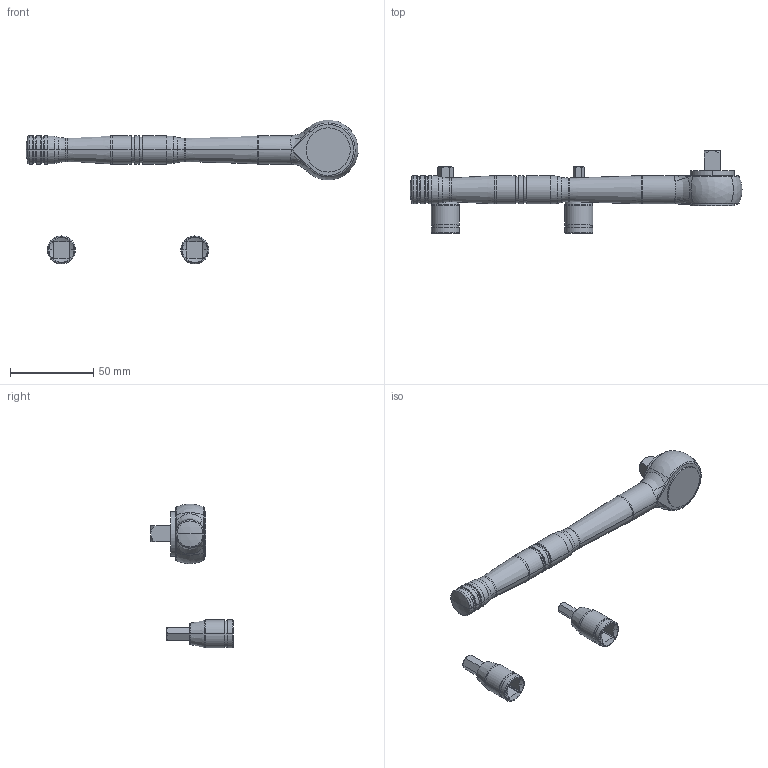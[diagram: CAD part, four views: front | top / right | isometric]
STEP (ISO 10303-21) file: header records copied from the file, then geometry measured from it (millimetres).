
FILE_DESCRIPTION (( 'STEP AP203' ), '1' );
FILE_NAME ('T19100.STEP', '2018-07-03T15:45:29', ( '' ), ( '' ), 'SwSTEP 2.0', 'SolidWorks 2016', '' );
FILE_SCHEMA (( 'CONFIG_CONTROL_DESIGN' ));
Length unit declared in the file: millimetre
Products named in the file (4): T19100-3; T19100-2; T19100; T19100-1
Assembly tree (3 placements, depth 2):
  T19100
    T19100-1
    T19100-2
    T19100-3
Bounding box: 199.12 x 49.5 x 86.26 mm (x, y, z)
Volume: 61412.3 mm3; surface area: 18199.8 mm2
Topology: 3 solids, 3 shells, 224 faces, 512 edges, 311 vertices
Faces by surface type: cylinder 73, torus 68, plane 49, cone 20, sphere 8, bspline 6
Entity records: 7448 total; most frequent: CARTESIAN_POINT 1935, DIRECTION 1179, ORIENTED_EDGE 1016, AXIS2_PLACEMENT_3D 518, EDGE_CURVE 508, VERTEX_POINT 309, CIRCLE 294, EDGE_LOOP 243
